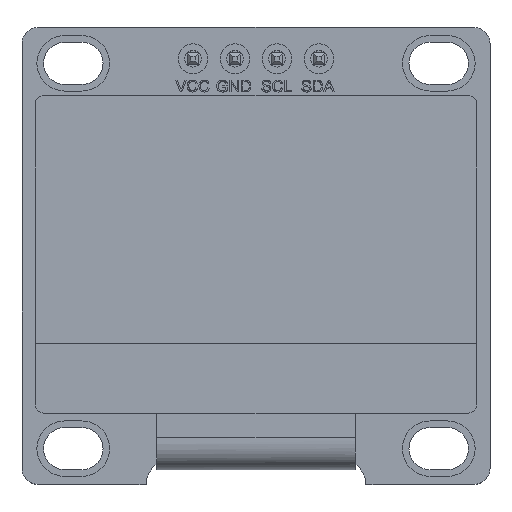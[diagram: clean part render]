
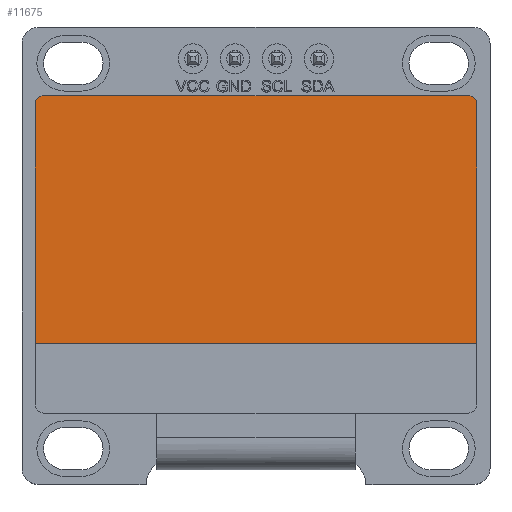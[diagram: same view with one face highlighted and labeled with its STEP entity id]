
A CAD part, top view. The second image highlights one B-rep face of the part: STEP entity #11675.
In plain terms, the highlighted planar face has unit normal (0, 0, 1).
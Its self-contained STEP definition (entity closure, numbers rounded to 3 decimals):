
#889=PLANE('',#12473);
#1334=FACE_OUTER_BOUND('',#2030,.T.);
#2030=EDGE_LOOP('',(#8177,#8178,#8179,#8180,#8181,#8182));
#2779=LINE('',#15651,#3983);
#2780=LINE('',#15655,#3984);
#2781=LINE('',#15657,#3985);
#2782=LINE('',#15658,#3986);
#3983=VECTOR('',#13148,10.);
#3984=VECTOR('',#13151,10.);
#3985=VECTOR('',#13152,10.);
#3986=VECTOR('',#13153,10.);
#5180=CIRCLE('',#12471,0.5);
#5182=CIRCLE('',#12474,0.5);
#5302=VERTEX_POINT('',#15641);
#5303=VERTEX_POINT('',#15642);
#5306=VERTEX_POINT('',#15650);
#5307=VERTEX_POINT('',#15652);
#5308=VERTEX_POINT('',#15654);
#5309=VERTEX_POINT('',#15656);
#6442=EDGE_CURVE('',#5302,#5303,#5180,.T.);
#6446=EDGE_CURVE('',#5302,#5306,#2779,.T.);
#6447=EDGE_CURVE('',#5307,#5306,#5182,.T.);
#6448=EDGE_CURVE('',#5307,#5308,#2780,.T.);
#6449=EDGE_CURVE('',#5308,#5309,#2781,.T.);
#6450=EDGE_CURVE('',#5309,#5303,#2782,.T.);
#8177=ORIENTED_EDGE('',*,*,#6442,.F.);
#8178=ORIENTED_EDGE('',*,*,#6446,.T.);
#8179=ORIENTED_EDGE('',*,*,#6447,.F.);
#8180=ORIENTED_EDGE('',*,*,#6448,.T.);
#8181=ORIENTED_EDGE('',*,*,#6449,.T.);
#8182=ORIENTED_EDGE('',*,*,#6450,.T.);
#11675=ADVANCED_FACE('',(#1334),#889,.T.);
#12471=AXIS2_PLACEMENT_3D('',#15643,#13140,#13141);
#12473=AXIS2_PLACEMENT_3D('',#15649,#13146,#13147);
#12474=AXIS2_PLACEMENT_3D('',#15653,#13149,#13150);
#13140=DIRECTION('center_axis',(0.,0.,-1.));
#13141=DIRECTION('ref_axis',(0.707,0.707,0.));
#13146=DIRECTION('center_axis',(0.,0.,1.));
#13147=DIRECTION('ref_axis',(1.,0.,0.));
#13148=DIRECTION('',(-1.,0.,0.));
#13149=DIRECTION('center_axis',(0.,0.,-1.));
#13150=DIRECTION('ref_axis',(-0.707,0.707,0.));
#13151=DIRECTION('',(0.,-1.,0.));
#13152=DIRECTION('',(1.,0.,0.));
#13153=DIRECTION('',(0.,1.,0.));
#15641=CARTESIAN_POINT('',(12.84,9.6,1.6));
#15642=CARTESIAN_POINT('',(13.34,9.1,1.6));
#15643=CARTESIAN_POINT('Origin',(12.84,9.1,1.6));
#15649=CARTESIAN_POINT('Origin',(0.,2.1,1.6));
#15650=CARTESIAN_POINT('',(-12.84,9.6,1.6));
#15651=CARTESIAN_POINT('',(-13.34,9.6,1.6));
#15652=CARTESIAN_POINT('',(-13.34,9.1,1.6));
#15653=CARTESIAN_POINT('Origin',(-12.84,9.1,1.6));
#15654=CARTESIAN_POINT('',(-13.34,-5.4,1.6));
#15655=CARTESIAN_POINT('',(-13.34,-5.4,1.6));
#15656=CARTESIAN_POINT('',(13.34,-5.4,1.6));
#15657=CARTESIAN_POINT('',(13.34,-5.4,1.6));
#15658=CARTESIAN_POINT('',(13.34,9.6,1.6));
